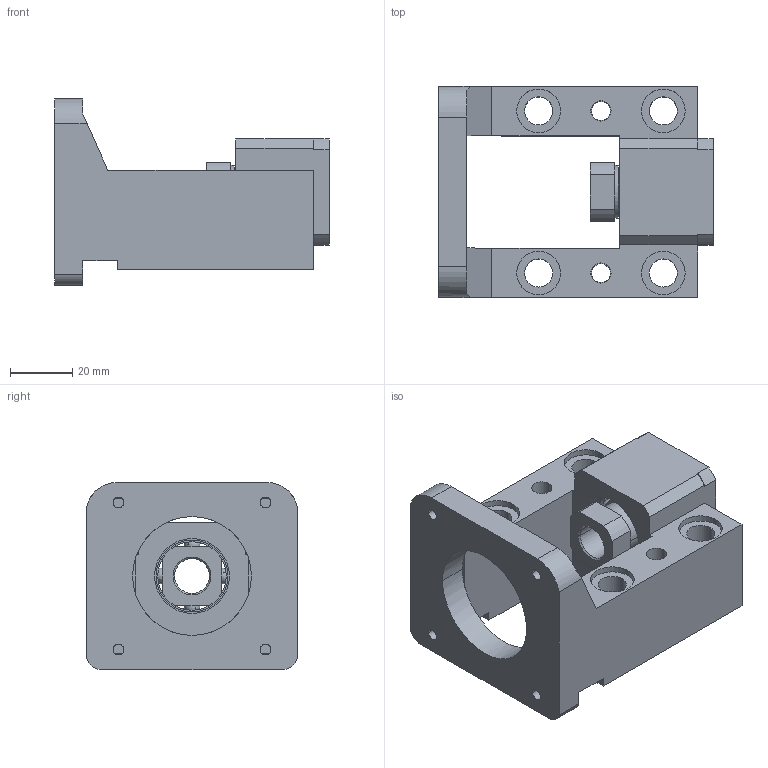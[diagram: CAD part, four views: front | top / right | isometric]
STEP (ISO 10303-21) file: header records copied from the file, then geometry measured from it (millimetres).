
FILE_DESCRIPTION(('CATIA V5 STEP Exchange'),'2;1');
FILE_NAME('TKZB12-57-XT01580013.stp','2019-10-24T15:40:49+00:00',('none'),('none'),'CATIA Version 5 Release 20 GA (IN-10)','CATIA V5 STEP AP203','none');
FILE_SCHEMA(('CONFIG_CONTROL_DESIGN'));
Length unit declared in the file: millimetre
Products named in the file (1): TKZB12-57-XT01580013_AllCATPart
Bounding box: 88 x 67.6 x 60 mm (x, y, z)
Volume: 124217.4 mm3; surface area: 41624.5 mm2
Topology: 18 solids, 21 shells, 283 faces, 692 edges, 406 vertices
Faces by surface type: cylinder 116, plane 73, cone 38, sphere 32, torus 24
Entity records: 7124 total; most frequent: ORIENTED_EDGE 1256, CARTESIAN_POINT 1218, DIRECTION 972, EDGE_CURVE 628, AXIS2_PLACEMENT_3D 538, VERTEX_POINT 406, CIRCLE 364, EDGE_LOOP 336
